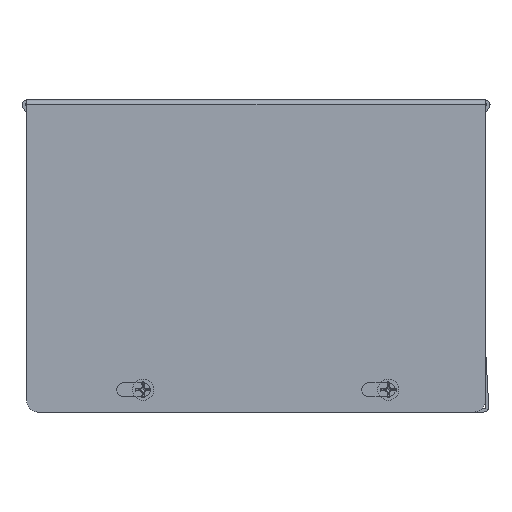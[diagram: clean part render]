
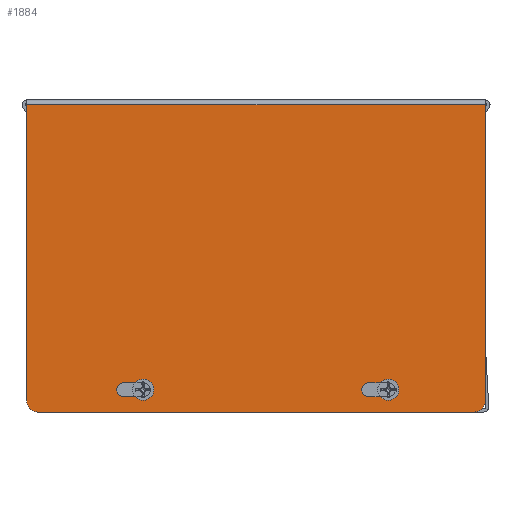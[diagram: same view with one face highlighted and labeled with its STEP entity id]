
A CAD part, left-side view. The second image highlights one B-rep face of the part: STEP entity #1884.
In plain terms, the highlighted planar face has unit normal (-1, 0, 0).
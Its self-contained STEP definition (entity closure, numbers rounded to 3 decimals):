
#1542=CARTESIAN_POINT('',(-127.,-62.127,-88.9));
#1543=VERTEX_POINT('',#1542);
#1544=CARTESIAN_POINT('',(-127.,-65.302,-85.725));
#1545=VERTEX_POINT('',#1544);
#1546=CARTESIAN_POINT('',(-127.,-62.127,-85.725));
#1547=DIRECTION('',(-1.0,0.0,0.0));
#1548=DIRECTION('',(0.0,0.0,1.0));
#1549=AXIS2_PLACEMENT_3D('',#1546,#1547,#1548);
#1550=CIRCLE('',#1549,3.175);
#1551=EDGE_CURVE('',#1543,#1545,#1550,.T.);
#1765=CARTESIAN_POINT('',(-127.,-65.302,-88.9));
#1766=DIRECTION('',(-1.0,0.0,0.0));
#1767=DIRECTION('',(0.0,0.0,1.0));
#1768=AXIS2_PLACEMENT_3D('',#1765,#1766,#1767);
#1769=PLANE('',#1768);
#1770=CARTESIAN_POINT('',(-127.,65.302,-85.725));
#1771=VERTEX_POINT('',#1770);
#1772=CARTESIAN_POINT('',(-127.,65.302,-1.372));
#1773=VERTEX_POINT('',#1772);
#1774=CARTESIAN_POINT('',(-127.,65.302,-85.725));
#1775=DIRECTION('',(0.0,0.0,1.0));
#1776=VECTOR('',#1775,84.353);
#1777=LINE('',#1774,#1776);
#1778=EDGE_CURVE('',#1771,#1773,#1777,.T.);
#1779=ORIENTED_EDGE('',*,*,#1778,.F.);
#1780=CARTESIAN_POINT('',(-127.,62.127,-88.9));
#1781=VERTEX_POINT('',#1780);
#1782=CARTESIAN_POINT('',(-127.,62.127,-85.725));
#1783=DIRECTION('',(-1.0,0.0,0.0));
#1784=DIRECTION('',(0.0,0.0,1.0));
#1785=AXIS2_PLACEMENT_3D('',#1782,#1783,#1784);
#1786=CIRCLE('',#1785,3.175);
#1787=EDGE_CURVE('',#1771,#1781,#1786,.T.);
#1788=ORIENTED_EDGE('',*,*,#1787,.T.);
#1789=CARTESIAN_POINT('',(-127.,-62.127,-88.9));
#1790=DIRECTION('',(0.0,1.0,0.0));
#1791=VECTOR('',#1790,124.254);
#1792=LINE('',#1789,#1791);
#1793=EDGE_CURVE('',#1543,#1781,#1792,.T.);
#1794=ORIENTED_EDGE('',*,*,#1793,.F.);
#1795=ORIENTED_EDGE('',*,*,#1551,.T.);
#1796=CARTESIAN_POINT('',(-127.,-65.302,-1.372));
#1797=VERTEX_POINT('',#1796);
#1798=CARTESIAN_POINT('',(-127.,-65.302,-85.725));
#1799=DIRECTION('',(0.0,0.0,1.0));
#1800=VECTOR('',#1799,84.353);
#1801=LINE('',#1798,#1800);
#1802=EDGE_CURVE('',#1545,#1797,#1801,.T.);
#1803=ORIENTED_EDGE('',*,*,#1802,.T.);
#1804=CARTESIAN_POINT('',(-127.,-65.302,-1.372));
#1805=DIRECTION('',(0.0,1.0,0.0));
#1806=VECTOR('',#1805,130.604);
#1807=LINE('',#1804,#1806);
#1808=EDGE_CURVE('',#1797,#1773,#1807,.T.);
#1809=ORIENTED_EDGE('',*,*,#1808,.T.);
#1810=EDGE_LOOP('',(#1779,#1788,#1794,#1795,#1803,#1809));
#1811=FACE_OUTER_BOUND('',#1810,.T.);
#1812=CARTESIAN_POINT('',(-127.,37.708,-84.531));
#1813=VERTEX_POINT('',#1812);
#1814=CARTESIAN_POINT('',(-127.,37.708,-80.569));
#1815=VERTEX_POINT('',#1814);
#1816=CARTESIAN_POINT('',(-127.,37.708,-82.55));
#1817=DIRECTION('',(-1.0,0.0,0.0));
#1818=DIRECTION('',(0.0,0.0,1.0));
#1819=AXIS2_PLACEMENT_3D('',#1816,#1817,#1818);
#1820=CIRCLE('',#1819,1.981);
#1821=EDGE_CURVE('',#1813,#1815,#1820,.F.);
#1822=ORIENTED_EDGE('',*,*,#1821,.T.);
#1823=CARTESIAN_POINT('',(-127.,32.145,-80.569));
#1824=VERTEX_POINT('',#1823);
#1825=CARTESIAN_POINT('',(-127.,37.708,-80.569));
#1826=DIRECTION('',(0.0,-1.0,0.0));
#1827=VECTOR('',#1826,5.563);
#1828=LINE('',#1825,#1827);
#1829=EDGE_CURVE('',#1815,#1824,#1828,.T.);
#1830=ORIENTED_EDGE('',*,*,#1829,.T.);
#1831=CARTESIAN_POINT('',(-127.,32.145,-84.531));
#1832=VERTEX_POINT('',#1831);
#1833=CARTESIAN_POINT('',(-127.,32.145,-82.55));
#1834=DIRECTION('',(-1.0,0.0,0.0));
#1835=DIRECTION('',(0.0,0.0,1.0));
#1836=AXIS2_PLACEMENT_3D('',#1833,#1834,#1835);
#1837=CIRCLE('',#1836,1.981);
#1838=EDGE_CURVE('',#1824,#1832,#1837,.F.);
#1839=ORIENTED_EDGE('',*,*,#1838,.T.);
#1840=CARTESIAN_POINT('',(-127.,32.145,-84.531));
#1841=DIRECTION('',(0.0,1.0,0.0));
#1842=VECTOR('',#1841,5.563);
#1843=LINE('',#1840,#1842);
#1844=EDGE_CURVE('',#1832,#1813,#1843,.T.);
#1845=ORIENTED_EDGE('',*,*,#1844,.T.);
#1846=EDGE_LOOP('',(#1822,#1830,#1839,#1845));
#1847=FACE_BOUND('',#1846,.T.);
#1848=CARTESIAN_POINT('',(-127.,-32.142,-84.531));
#1849=VERTEX_POINT('',#1848);
#1850=CARTESIAN_POINT('',(-127.,-32.142,-80.569));
#1851=VERTEX_POINT('',#1850);
#1852=CARTESIAN_POINT('',(-127.,-32.142,-82.55));
#1853=DIRECTION('',(-1.0,0.0,0.0));
#1854=DIRECTION('',(0.0,0.0,1.0));
#1855=AXIS2_PLACEMENT_3D('',#1852,#1853,#1854);
#1856=CIRCLE('',#1855,1.981);
#1857=EDGE_CURVE('',#1849,#1851,#1856,.F.);
#1858=ORIENTED_EDGE('',*,*,#1857,.T.);
#1859=CARTESIAN_POINT('',(-127.,-37.705,-80.569));
#1860=VERTEX_POINT('',#1859);
#1861=CARTESIAN_POINT('',(-127.,-32.142,-80.569));
#1862=DIRECTION('',(0.0,-1.0,0.0));
#1863=VECTOR('',#1862,5.563);
#1864=LINE('',#1861,#1863);
#1865=EDGE_CURVE('',#1851,#1860,#1864,.T.);
#1866=ORIENTED_EDGE('',*,*,#1865,.T.);
#1867=CARTESIAN_POINT('',(-127.,-37.705,-84.531));
#1868=VERTEX_POINT('',#1867);
#1869=CARTESIAN_POINT('',(-127.,-37.705,-82.55));
#1870=DIRECTION('',(-1.0,0.0,0.0));
#1871=DIRECTION('',(0.0,0.0,1.0));
#1872=AXIS2_PLACEMENT_3D('',#1869,#1870,#1871);
#1873=CIRCLE('',#1872,1.981);
#1874=EDGE_CURVE('',#1860,#1868,#1873,.F.);
#1875=ORIENTED_EDGE('',*,*,#1874,.T.);
#1876=CARTESIAN_POINT('',(-127.,-37.705,-84.531));
#1877=DIRECTION('',(0.0,1.0,0.0));
#1878=VECTOR('',#1877,5.563);
#1879=LINE('',#1876,#1878);
#1880=EDGE_CURVE('',#1868,#1849,#1879,.T.);
#1881=ORIENTED_EDGE('',*,*,#1880,.T.);
#1882=EDGE_LOOP('',(#1858,#1866,#1875,#1881));
#1883=FACE_BOUND('',#1882,.T.);
#1884=ADVANCED_FACE('',(#1811,#1847,#1883),#1769,.T.);
